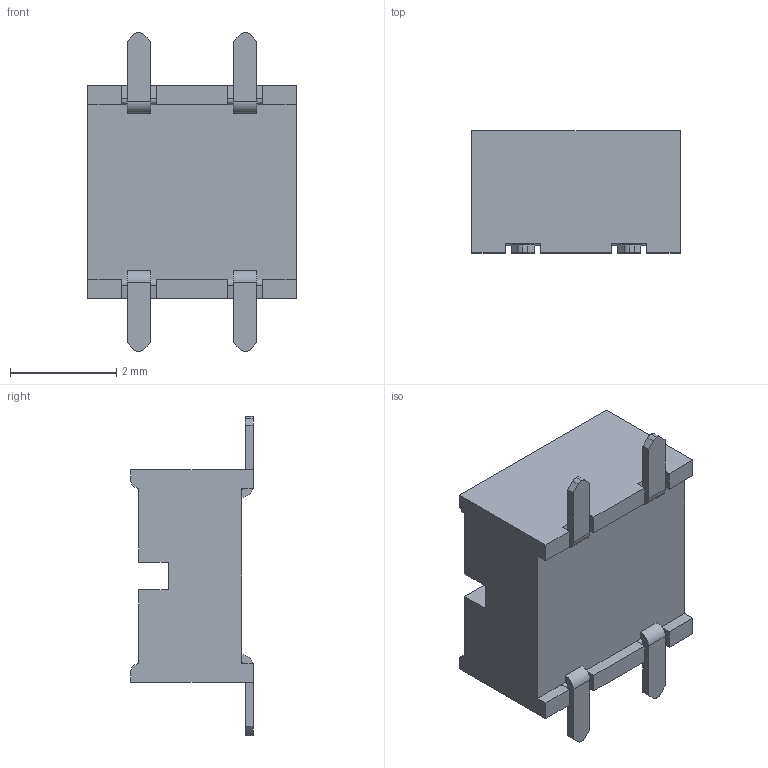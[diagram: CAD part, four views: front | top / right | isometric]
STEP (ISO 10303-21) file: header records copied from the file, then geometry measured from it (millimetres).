
FILE_DESCRIPTION (( 'STEP AP214' ), '1' );
FILE_NAME ('55508-004LF.STEP', '2022-05-03T07:58:32', ( '' ), ( '' ), 'SwSTEP 2.0', 'SolidWorks 2017', '' );
FILE_SCHEMA (( 'AUTOMOTIVE_DESIGN' ));
Length unit declared in the file: millimetre
Products named in the file (3): 55508-xxxLF_04; Pin; 55508-004LF
Assembly tree (5 placements, depth 2):
  55508-004LF
    55508-xxxLF_04
    Pin  x4
Bounding box: 3.92 x 2.3 x 6 mm (x, y, z)
Volume: 28.1 mm3; surface area: 92.5 mm2
Topology: 5 solids, 5 shells, 122 faces, 300 edges, 192 vertices
Faces by surface type: plane 100, cylinder 22
Entity records: 2695 total; most frequent: CARTESIAN_POINT 454, ORIENTED_EDGE 438, DIRECTION 433, EDGE_CURVE 219, LINE 199, VECTOR 199, VERTEX_POINT 138, AXIS2_PLACEMENT_3D 117
